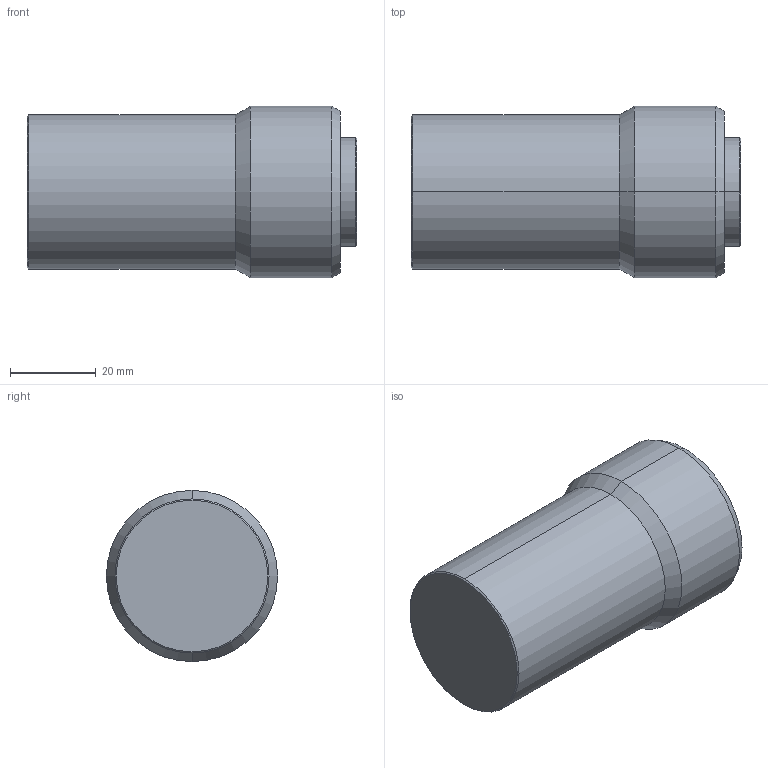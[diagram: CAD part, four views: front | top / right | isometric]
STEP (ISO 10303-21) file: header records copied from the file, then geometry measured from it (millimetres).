
FILE_DESCRIPTION (( 'STEP AP203' ), '1' );
FILE_NAME ('WWT121-05-133.STEP', '2022-01-06T03:17:24', ( '' ), ( '' ), 'SwSTEP 2.0', 'SolidWorks 2017', '' );
FILE_SCHEMA (( 'CONFIG_CONTROL_DESIGN' ));
Length unit declared in the file: millimetre
Products named in the file (1): WWT121-05-133
Bounding box: 76.9 x 40 x 40 mm (x, y, z)
Volume: 81607.7 mm3; surface area: 11054.6 mm2
Topology: 1 solids, 1 shells, 17 faces, 32 edges, 18 vertices
Faces by surface type: cone 8, cylinder 6, plane 3
Entity records: 501 total; most frequent: DIRECTION 86, CARTESIAN_POINT 68, ORIENTED_EDGE 64, AXIS2_PLACEMENT_3D 36, EDGE_CURVE 32, CIRCLE 18, VERTEX_POINT 18, EDGE_LOOP 18
